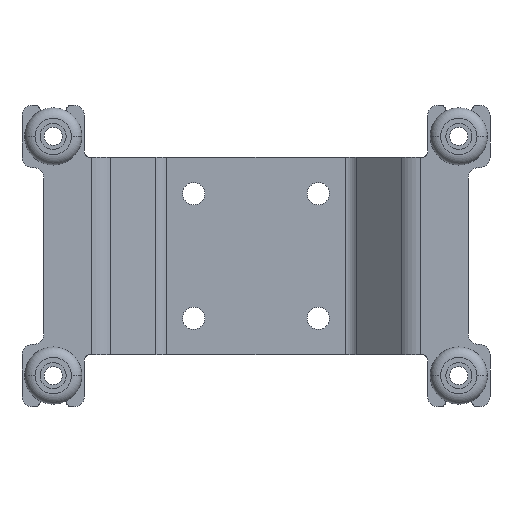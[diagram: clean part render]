
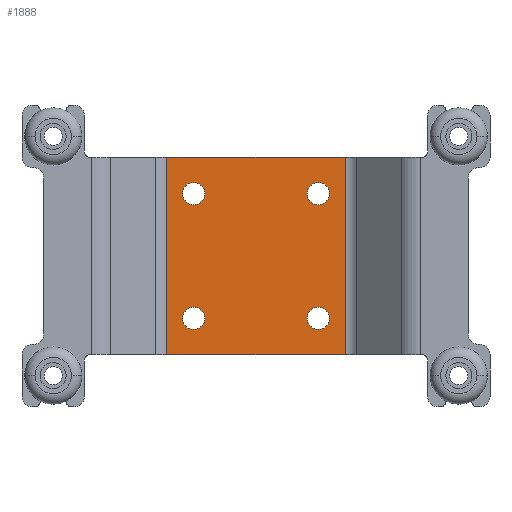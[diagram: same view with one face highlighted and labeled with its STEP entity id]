
A CAD part, front view. The second image highlights one B-rep face of the part: STEP entity #1888.
In plain terms, the highlighted planar face has unit normal (0, -1, 0).
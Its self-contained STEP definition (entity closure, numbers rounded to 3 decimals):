
#119=DIRECTION('',(-1.,0.,0.));
#120=VECTOR('',#119,17.179);
#121=CARTESIAN_POINT('',(17.179,0.,-19.));
#122=LINE('',#121,#120);
#123=DIRECTION('',(1.,0.,0.));
#124=VECTOR('',#123,17.179);
#125=CARTESIAN_POINT('',(-17.179,0.,-19.));
#126=LINE('',#125,#124);
#127=DIRECTION('',(1.,0.,0.));
#128=VECTOR('',#127,34.358);
#129=CARTESIAN_POINT('',(-17.179,0.,19.));
#130=LINE('',#129,#128);
#131=CARTESIAN_POINT('',(12.,0.,-12.));
#132=DIRECTION('',(0.,1.,0.));
#133=DIRECTION('',(-1.,0.,0.));
#134=AXIS2_PLACEMENT_3D('',#131,#132,#133);
#136=CARTESIAN_POINT('',(12.,0.,-12.));
#137=DIRECTION('',(0.,1.,0.));
#138=DIRECTION('',(1.,0.,0.));
#139=AXIS2_PLACEMENT_3D('',#136,#137,#138);
#141=CARTESIAN_POINT('',(-12.,0.,-12.));
#142=DIRECTION('',(0.,1.,0.));
#143=DIRECTION('',(-1.,0.,0.));
#144=AXIS2_PLACEMENT_3D('',#141,#142,#143);
#146=CARTESIAN_POINT('',(-12.,0.,-12.));
#147=DIRECTION('',(0.,1.,0.));
#148=DIRECTION('',(1.,0.,0.));
#149=AXIS2_PLACEMENT_3D('',#146,#147,#148);
#151=CARTESIAN_POINT('',(-12.,0.,12.));
#152=DIRECTION('',(0.,1.,0.));
#153=DIRECTION('',(-1.,0.,0.));
#154=AXIS2_PLACEMENT_3D('',#151,#152,#153);
#156=CARTESIAN_POINT('',(-12.,0.,12.));
#157=DIRECTION('',(0.,1.,0.));
#158=DIRECTION('',(1.,0.,0.));
#159=AXIS2_PLACEMENT_3D('',#156,#157,#158);
#161=CARTESIAN_POINT('',(12.,0.,12.));
#162=DIRECTION('',(0.,1.,0.));
#163=DIRECTION('',(-1.,0.,0.));
#164=AXIS2_PLACEMENT_3D('',#161,#162,#163);
#166=CARTESIAN_POINT('',(12.,0.,12.));
#167=DIRECTION('',(0.,1.,0.));
#168=DIRECTION('',(1.,0.,0.));
#169=AXIS2_PLACEMENT_3D('',#166,#167,#168);
#180=DIRECTION('',(0.,0.,1.));
#181=VECTOR('',#180,38.);
#182=CARTESIAN_POINT('',(17.179,0.,-19.));
#183=LINE('',#182,#181);
#222=DIRECTION('',(0.,0.,-1.));
#223=VECTOR('',#222,38.);
#224=CARTESIAN_POINT('',(-17.179,0.,19.));
#225=LINE('',#224,#223);
#1459=CARTESIAN_POINT('',(9.85,0.,-12.));
#1460=CARTESIAN_POINT('',(14.15,0.,-12.));
#1461=VERTEX_POINT('',#1459);
#1462=VERTEX_POINT('',#1460);
#1463=CARTESIAN_POINT('',(-14.15,0.,-12.));
#1464=CARTESIAN_POINT('',(-9.85,0.,-12.));
#1465=VERTEX_POINT('',#1463);
#1466=VERTEX_POINT('',#1464);
#1467=CARTESIAN_POINT('',(-14.15,0.,12.));
#1468=CARTESIAN_POINT('',(-9.85,0.,12.));
#1469=VERTEX_POINT('',#1467);
#1470=VERTEX_POINT('',#1468);
#1471=CARTESIAN_POINT('',(9.85,0.,12.));
#1472=CARTESIAN_POINT('',(14.15,0.,12.));
#1473=VERTEX_POINT('',#1471);
#1474=VERTEX_POINT('',#1472);
#1495=CARTESIAN_POINT('',(17.179,0.,-19.));
#1496=CARTESIAN_POINT('',(17.179,0.,19.));
#1497=VERTEX_POINT('',#1495);
#1498=VERTEX_POINT('',#1496);
#1507=CARTESIAN_POINT('',(-17.179,0.,19.));
#1508=CARTESIAN_POINT('',(-17.179,0.,-19.));
#1509=VERTEX_POINT('',#1507);
#1510=VERTEX_POINT('',#1508);
#1555=CARTESIAN_POINT('',(0.,0.,-19.));
#1556=VERTEX_POINT('',#1555);
#1847=CARTESIAN_POINT('',(0.,0.,0.));
#1848=DIRECTION('',(0.,1.,0.));
#1849=DIRECTION('',(1.,0.,0.));
#1850=AXIS2_PLACEMENT_3D('',#1847,#1848,#1849);
#1851=PLANE('',#1850);
#1853=ORIENTED_EDGE('',*,*,#1852,.F.);
#1855=ORIENTED_EDGE('',*,*,#1854,.T.);
#1857=ORIENTED_EDGE('',*,*,#1856,.F.);
#1859=ORIENTED_EDGE('',*,*,#1858,.F.);
#1861=ORIENTED_EDGE('',*,*,#1860,.T.);
#1862=EDGE_LOOP('',(#1853,#1855,#1857,#1859,#1861));
#1863=FACE_OUTER_BOUND('',#1862,.F.);
#1865=ORIENTED_EDGE('',*,*,#1864,.F.);
#1867=ORIENTED_EDGE('',*,*,#1866,.F.);
#1868=EDGE_LOOP('',(#1865,#1867));
#1869=FACE_BOUND('',#1868,.F.);
#1871=ORIENTED_EDGE('',*,*,#1870,.F.);
#1873=ORIENTED_EDGE('',*,*,#1872,.F.);
#1874=EDGE_LOOP('',(#1871,#1873));
#1875=FACE_BOUND('',#1874,.F.);
#1877=ORIENTED_EDGE('',*,*,#1876,.F.);
#1879=ORIENTED_EDGE('',*,*,#1878,.F.);
#1880=EDGE_LOOP('',(#1877,#1879));
#1881=FACE_BOUND('',#1880,.F.);
#1883=ORIENTED_EDGE('',*,*,#1882,.F.);
#1885=ORIENTED_EDGE('',*,*,#1884,.F.);
#1886=EDGE_LOOP('',(#1883,#1885));
#1887=FACE_BOUND('',#1886,.F.);
#135=CIRCLE('',#134,2.15);
#140=CIRCLE('',#139,2.15);
#145=CIRCLE('',#144,2.15);
#150=CIRCLE('',#149,2.15);
#155=CIRCLE('',#154,2.15);
#160=CIRCLE('',#159,2.15);
#165=CIRCLE('',#164,2.15);
#170=CIRCLE('',#169,2.15);
#1852=EDGE_CURVE('',#1497,#1498,#183,.T.);
#1854=EDGE_CURVE('',#1497,#1556,#122,.T.);
#1856=EDGE_CURVE('',#1510,#1556,#126,.T.);
#1858=EDGE_CURVE('',#1509,#1510,#225,.T.);
#1860=EDGE_CURVE('',#1509,#1498,#130,.T.);
#1864=EDGE_CURVE('',#1461,#1462,#135,.T.);
#1866=EDGE_CURVE('',#1462,#1461,#140,.T.);
#1870=EDGE_CURVE('',#1465,#1466,#145,.T.);
#1872=EDGE_CURVE('',#1466,#1465,#150,.T.);
#1876=EDGE_CURVE('',#1469,#1470,#155,.T.);
#1878=EDGE_CURVE('',#1470,#1469,#160,.T.);
#1882=EDGE_CURVE('',#1473,#1474,#165,.T.);
#1884=EDGE_CURVE('',#1474,#1473,#170,.T.);
#1888=ADVANCED_FACE('',(#1863,#1869,#1875,#1881,#1887),#1851,.F.);
